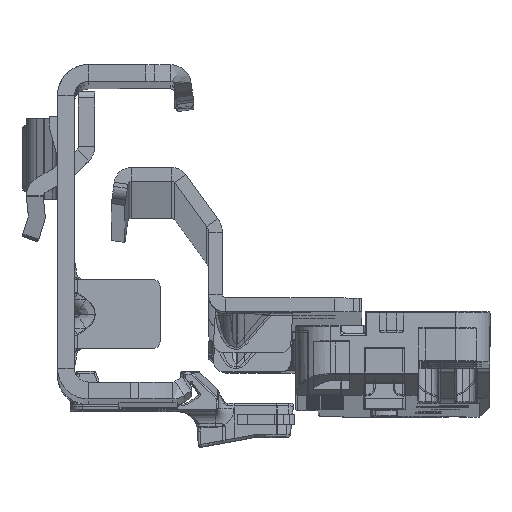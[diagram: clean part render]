
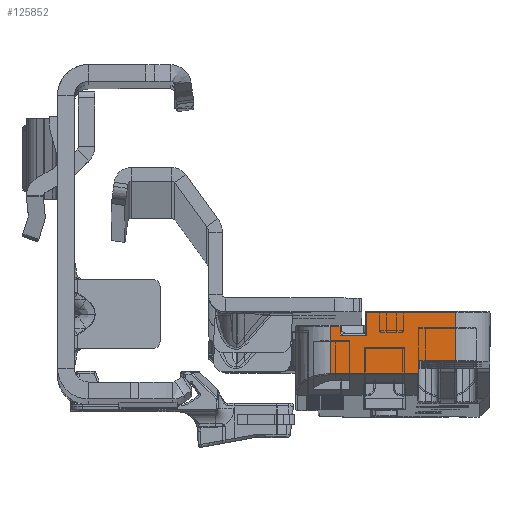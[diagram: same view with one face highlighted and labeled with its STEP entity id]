
A CAD part, top view. The second image highlights one B-rep face of the part: STEP entity #125852.
In plain terms, the highlighted face is planar.
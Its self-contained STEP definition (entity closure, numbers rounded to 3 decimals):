
#684 = ORIENTED_EDGE ( 'NONE', *, *, #117957, .T. ) ;
#2683 = VERTEX_POINT ( 'NONE', #31468 ) ;
#4130 = VERTEX_POINT ( 'NONE', #56787 ) ;
#10949 = DIRECTION ( 'NONE',  ( 1., 0., 0. ) ) ;
#12113 = FACE_OUTER_BOUND ( 'NONE', #23944, .T. ) ;
#12435 = CARTESIAN_POINT ( 'NONE',  ( -13.7, -5., -284.5 ) ) ;
#15478 = EDGE_CURVE ( 'NONE', #105908, #99448, #29762, .T. ) ;
#15593 = ORIENTED_EDGE ( 'NONE', *, *, #35321, .F. ) ;
#20617 = LINE ( 'NONE', #90143, #52571 ) ;
#21900 = DIRECTION ( 'NONE',  ( 0., 1., 0. ) ) ;
#22261 = LINE ( 'NONE', #44762, #120749 ) ;
#23246 = EDGE_CURVE ( 'NONE', #43381, #69051, #43595, .T. ) ;
#23852 = DIRECTION ( 'NONE',  ( 1., 0., 0. ) ) ;
#23944 = EDGE_LOOP ( 'NONE', ( #684, #81322, #99041, #112366, #92326, #54383, #15593, #124921, #109388, #68838, #70851, #103846 ) ) ;
#28362 = EDGE_CURVE ( 'NONE', #61406, #48755, #22261, .T. ) ;
#29762 = LINE ( 'NONE', #98612, #126631 ) ;
#31468 = CARTESIAN_POINT ( 'NONE',  ( -8.3, -6.669, -284.5 ) ) ;
#32573 = DIRECTION ( 'NONE',  ( 1., 0., 0. ) ) ;
#33922 = CARTESIAN_POINT ( 'NONE',  ( -0.75, -0.9, -284.5 ) ) ;
#35321 = EDGE_CURVE ( 'NONE', #87994, #2683, #126497, .T. ) ;
#37769 = VECTOR ( 'NONE', #109212, 1000. ) ;
#38396 = DIRECTION ( 'NONE',  ( 0., -1., 0. ) ) ;
#38516 = VECTOR ( 'NONE', #23852, 1000. ) ;
#41261 = CARTESIAN_POINT ( 'NONE',  ( 4.6, 0.1, -284.5 ) ) ;
#41769 = DIRECTION ( 'NONE',  ( 0., 0., 1. ) ) ;
#43040 = CARTESIAN_POINT ( 'NONE',  ( -8.3, -5.2, -284.5 ) ) ;
#43115 = CARTESIAN_POINT ( 'NONE',  ( 4.6, 0.1, -284.5 ) ) ;
#43381 = VERTEX_POINT ( 'NONE', #85596 ) ;
#43595 = LINE ( 'NONE', #33922, #37769 ) ;
#44484 = CARTESIAN_POINT ( 'NONE',  ( -0.75, -1.15, -284.5 ) ) ;
#44762 = CARTESIAN_POINT ( 'NONE',  ( -8.3, -6.785, -284.5 ) ) ;
#46178 = EDGE_CURVE ( 'NONE', #61406, #110934, #88279, .T. ) ;
#46465 = CARTESIAN_POINT ( 'NONE',  ( -8.3, -6.669, -284.5 ) ) ;
#48755 = VERTEX_POINT ( 'NONE', #125873 ) ;
#49737 = DIRECTION ( 'NONE',  ( 0., 1., 0. ) ) ;
#51419 = PLANE ( 'NONE',  #123006 ) ;
#51549 = LINE ( 'NONE', #41261, #66566 ) ;
#52571 = VECTOR ( 'NONE', #21900, 1000. ) ;
#53592 = VERTEX_POINT ( 'NONE', #55087 ) ;
#54383 = ORIENTED_EDGE ( 'NONE', *, *, #95898, .T. ) ;
#55087 = CARTESIAN_POINT ( 'NONE',  ( 3.15, -1.15, -284.5 ) ) ;
#56787 = CARTESIAN_POINT ( 'NONE',  ( 3.15, 0.1, -284.5 ) ) ;
#58659 = DIRECTION ( 'NONE',  ( 0., 1., 0. ) ) ;
#61406 = VERTEX_POINT ( 'NONE', #97866 ) ;
#61573 = VECTOR ( 'NONE', #67951, 1000. ) ;
#66566 = VECTOR ( 'NONE', #10949, 1000. ) ;
#66710 = CARTESIAN_POINT ( 'NONE',  ( -8.3, 0., -284.5 ) ) ;
#67951 = DIRECTION ( 'NONE',  ( 1., 0., 0. ) ) ;
#68313 = CARTESIAN_POINT ( 'NONE',  ( 4.6, -242.444, -284.5 ) ) ;
#68838 = ORIENTED_EDGE ( 'NONE', *, *, #15478, .T. ) ;
#69051 = VERTEX_POINT ( 'NONE', #44484 ) ;
#70851 = ORIENTED_EDGE ( 'NONE', *, *, #96228, .T. ) ;
#72182 = EDGE_CURVE ( 'NONE', #4130, #110934, #51549, .T. ) ;
#73719 = CARTESIAN_POINT ( 'NONE',  ( -13.7, 2.1, -284.5 ) ) ;
#78216 = AXIS2_PLACEMENT_3D ( 'NONE', #104537, #112298, #123199 ) ;
#78252 = LINE ( 'NONE', #79525, #61573 ) ;
#78476 = CARTESIAN_POINT ( 'NONE',  ( 19.8, 2.6, -284.5 ) ) ;
#79525 = CARTESIAN_POINT ( 'NONE',  ( 19.8, -1.15, -284.5 ) ) ;
#81033 = DIRECTION ( 'NONE',  ( 1., 0., 0. ) ) ;
#81322 = ORIENTED_EDGE ( 'NONE', *, *, #92386, .T. ) ;
#83054 = EDGE_CURVE ( 'NONE', #105908, #111399, #110739, .T. ) ;
#84724 = CARTESIAN_POINT ( 'NONE',  ( -8.5, -5., -284.5 ) ) ;
#84739 =( BOUNDED_CURVE ( )  B_SPLINE_CURVE ( 3, ( #86366, #104998, #86999, #46465 ),
 .UNSPECIFIED., .F., .F. ) 
 B_SPLINE_CURVE_WITH_KNOTS ( ( 4, 4 ),
 ( 1.047, 1.571 ),
 .UNSPECIFIED. ) 
 CURVE ( )  GEOMETRIC_REPRESENTATION_ITEM ( )  RATIONAL_B_SPLINE_CURVE ( ( 1., 0.977, 0.977, 1. ) ) 
 REPRESENTATION_ITEM ( '' )  );
#85596 = CARTESIAN_POINT ( 'NONE',  ( -0.75, 2.1, -284.5 ) ) ;
#86366 = CARTESIAN_POINT ( 'NONE',  ( -8.273, -6.785, -284.5 ) ) ;
#86999 = CARTESIAN_POINT ( 'NONE',  ( -8.3, -6.71, -284.5 ) ) ;
#87994 = VERTEX_POINT ( 'NONE', #43040 ) ;
#88279 = LINE ( 'NONE', #68313, #110592 ) ;
#90143 = CARTESIAN_POINT ( 'NONE',  ( 3.15, 0.1, -284.5 ) ) ;
#92326 = ORIENTED_EDGE ( 'NONE', *, *, #28362, .T. ) ;
#92386 = EDGE_CURVE ( 'NONE', #53592, #4130, #20617, .T. ) ;
#95898 = EDGE_CURVE ( 'NONE', #48755, #2683, #84739, .T. ) ;
#96228 = EDGE_CURVE ( 'NONE', #99448, #43381, #120036, .T. ) ;
#97866 = CARTESIAN_POINT ( 'NONE',  ( 4.6, -6.785, -284.5 ) ) ;
#98612 = CARTESIAN_POINT ( 'NONE',  ( -13.7, 2., -284.5 ) ) ;
#99041 = ORIENTED_EDGE ( 'NONE', *, *, #72182, .T. ) ;
#99448 = VERTEX_POINT ( 'NONE', #73719 ) ;
#99514 = EDGE_CURVE ( 'NONE', #87994, #111399, #115120, .T. ) ;
#102364 = CARTESIAN_POINT ( 'NONE',  ( -8.3, -5., -284.5 ) ) ;
#103846 = ORIENTED_EDGE ( 'NONE', *, *, #23246, .T. ) ;
#104537 = CARTESIAN_POINT ( 'NONE',  ( -8.5, -5.2, -284.5 ) ) ;
#104998 = CARTESIAN_POINT ( 'NONE',  ( -8.291, -6.749, -284.5 ) ) ;
#105908 = VERTEX_POINT ( 'NONE', #12435 ) ;
#108310 = VECTOR ( 'NONE', #38396, 1000. ) ;
#109212 = DIRECTION ( 'NONE',  ( 0., -1., 0. ) ) ;
#109388 = ORIENTED_EDGE ( 'NONE', *, *, #83054, .F. ) ;
#110388 = CARTESIAN_POINT ( 'NONE',  ( -0.7, 2.1, -284.5 ) ) ;
#110592 = VECTOR ( 'NONE', #58659, 1000. ) ;
#110739 = LINE ( 'NONE', #102364, #38516 ) ;
#110934 = VERTEX_POINT ( 'NONE', #43115 ) ;
#111399 = VERTEX_POINT ( 'NONE', #84724 ) ;
#112298 = DIRECTION ( 'NONE',  ( 0., 0., 1. ) ) ;
#112366 = ORIENTED_EDGE ( 'NONE', *, *, #46178, .F. ) ;
#115120 = CIRCLE ( 'NONE', #78216, 0.2 ) ;
#115799 = VECTOR ( 'NONE', #32573, 1000. ) ;
#117957 = EDGE_CURVE ( 'NONE', #69051, #53592, #78252, .T. ) ;
#120036 = LINE ( 'NONE', #110388, #115799 ) ;
#120749 = VECTOR ( 'NONE', #121966, 1000. ) ;
#121966 = DIRECTION ( 'NONE',  ( -1., 0., 0. ) ) ;
#123006 = AXIS2_PLACEMENT_3D ( 'NONE', #78476, #41769, #81033 ) ;
#123199 = DIRECTION ( 'NONE',  ( 1., 0., 0. ) ) ;
#124921 = ORIENTED_EDGE ( 'NONE', *, *, #99514, .T. ) ;
#125852 = ADVANCED_FACE ( 'NONE', ( #12113 ), #51419, .F. ) ;
#125873 = CARTESIAN_POINT ( 'NONE',  ( -8.273, -6.785, -284.5 ) ) ;
#126497 = LINE ( 'NONE', #66710, #108310 ) ;
#126631 = VECTOR ( 'NONE', #49737, 1000. ) ;
